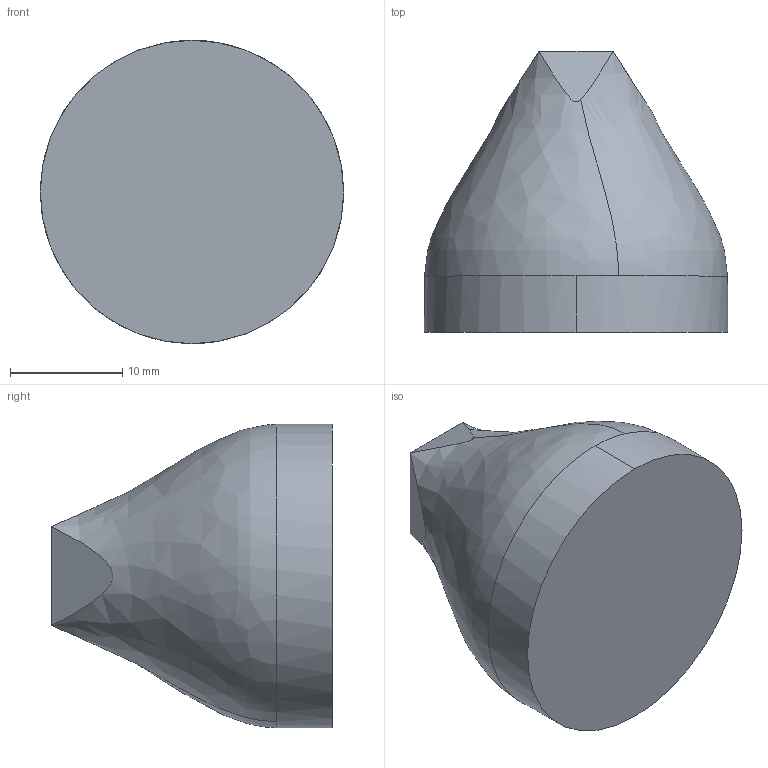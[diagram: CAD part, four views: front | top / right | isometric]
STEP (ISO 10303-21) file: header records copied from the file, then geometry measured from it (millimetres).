
FILE_DESCRIPTION (( 'STEP AP203' ), '1' );
FILE_NAME ('Web Model 55141_Default.step', '2019-10-28T12:54:32', ( '' ), ( '' ), 'SwSTEP 2.0', 'SolidWorks 2018', '' );
FILE_SCHEMA (( 'CONFIG_CONTROL_DESIGN' ));
Length unit declared in the file: millimetre
Products named in the file (1): Web Model 55141_Default
Bounding box: 27 x 25 x 27 mm (x, y, z)
Volume: 8885.9 mm3; surface area: 2357.4 mm2
Topology: 1 solids, 1 shells, 10 faces, 20 edges, 12 vertices
Faces by surface type: plane 6, bspline 2, cylinder 2
Entity records: 591 total; most frequent: CARTESIAN_POINT 333, ORIENTED_EDGE 40, DIRECTION 28, EDGE_CURVE 20, B_SPLINE_CURVE_WITH_KNOTS 12, VERTEX_POINT 12, AXIS2_PLACEMENT_3D 11, ADVANCED_FACE 10
